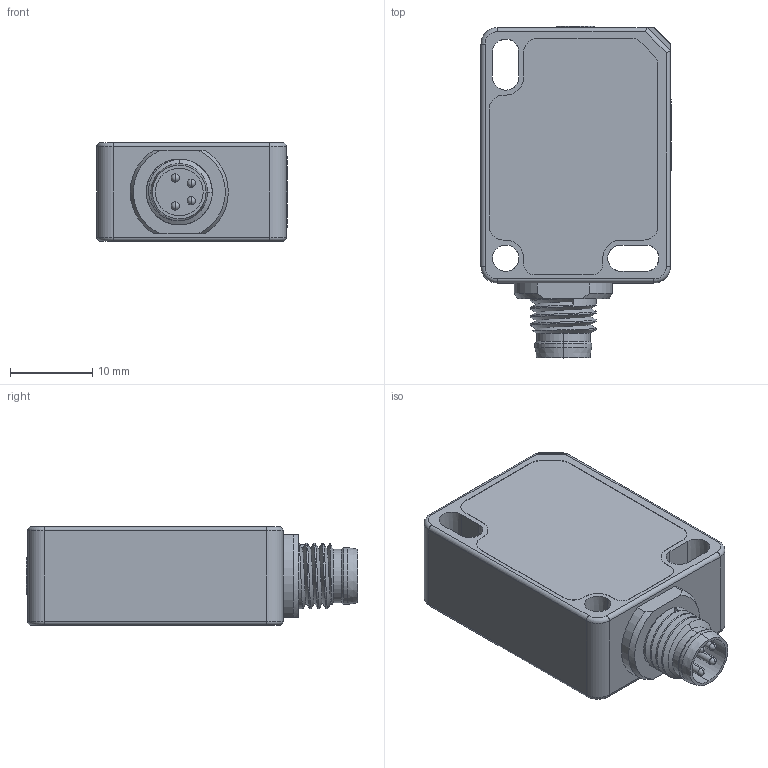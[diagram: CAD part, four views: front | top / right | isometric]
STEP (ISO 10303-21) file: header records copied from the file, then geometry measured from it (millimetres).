
FILE_DESCRIPTION((''),'2;1');
FILE_NAME('DM_CAD-2522_SCHRUMPF_ASM','2017-05-04T',('creinig-se'),(''),'PRO/ENGINEER BY PARAMETRIC TECHNOLOGY CORPORATION, 2015440','PRO/ENGINEER BY PARAMETRIC TECHNOLOGY CORPORATION, 2015440','');
FILE_SCHEMA(('CONFIG_CONTROL_DESIGN'));
Length unit declared in the file: millimetre
Products named in the file (4): DM_CAD-2522_SW0001_NEU; DM_CAD-2522_KNOPF; DM_CAD-2522_LED; DM_CAD-2522_SCHRUMPF_ASM
Assembly tree (3 placements, depth 2):
  DM_CAD-2522_SCHRUMPF_ASM
    DM_CAD-2522_SW0001_NEU
    DM_CAD-2522_KNOPF
    DM_CAD-2522_LED
Bounding box: 23.09 x 40.3 x 12 mm (x, y, z)
Volume: 8275.2 mm3; surface area: 4333.4 mm2
Topology: 7 solids, 7 shells, 615 faces, 1543 edges, 977 vertices
Faces by surface type: plane 291, cylinder 223, cone 58, sphere 24, torus 17, bspline 2
Entity records: 24266 total; most frequent: CARTESIAN_POINT 5024, ORIENTED_EDGE 3028, DIRECTION 2991, EDGE_CURVE 1514, PRESENTATION_STYLE_ASSIGNMENT 1070, STYLED_ITEM 1070, AXIS2_PLACEMENT_3D 1038, VERTEX_POINT 969
